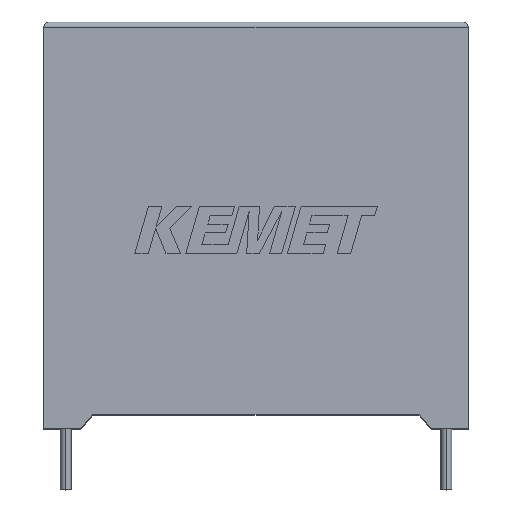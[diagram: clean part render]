
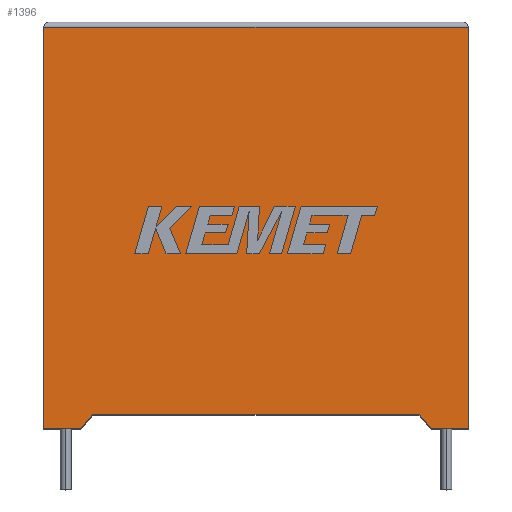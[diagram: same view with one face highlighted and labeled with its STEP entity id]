
A CAD part, top view. The second image highlights one B-rep face of the part: STEP entity #1396.
In plain terms, the highlighted planar face has unit normal (0, 0, 1).
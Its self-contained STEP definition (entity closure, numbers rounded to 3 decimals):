
#63 = VECTOR ( 'NONE', #254, 1000. ) ;
#185 = ORIENTED_EDGE ( 'NONE', *, *, #2921, .T. ) ;
#188 = CARTESIAN_POINT ( 'NONE',  ( 0., 0., 20.2 ) ) ;
#254 = DIRECTION ( 'NONE',  ( -1., 0., 0. ) ) ;
#281 = CARTESIAN_POINT ( 'NONE',  ( 41.8, 39.6, 20.2 ) ) ;
#298 = EDGE_CURVE ( 'NONE', #1405, #1841, #2684, .T. ) ;
#386 = ORIENTED_EDGE ( 'NONE', *, *, #2982, .T. ) ;
#397 = EDGE_CURVE ( 'NONE', #1711, #2588, #1628, .T. ) ;
#426 = VECTOR ( 'NONE', #2997, 1000. ) ;
#460 = FACE_OUTER_BOUND ( 'NONE', #1269, .T. ) ;
#468 = LINE ( 'NONE', #2086, #704 ) ;
#497 = CARTESIAN_POINT ( 'NONE',  ( 36.989, 1.383, 20.2 ) ) ;
#507 = VECTOR ( 'NONE', #2307, 1000. ) ;
#548 = ORIENTED_EDGE ( 'NONE', *, *, #2379, .T. ) ;
#566 = DIRECTION ( 'NONE',  ( 0.643, -0.766, 0. ) ) ;
#597 = VERTEX_POINT ( 'NONE', #1734 ) ;
#621 = ORIENTED_EDGE ( 'NONE', *, *, #1361, .T. ) ;
#686 = CARTESIAN_POINT ( 'NONE',  ( 0., 0., 20.2 ) ) ;
#704 = VECTOR ( 'NONE', #1444, 1000. ) ;
#732 = DIRECTION ( 'NONE',  ( 0., 0., -1. ) ) ;
#808 = VERTEX_POINT ( 'NONE', #2391 ) ;
#920 = VECTOR ( 'NONE', #931, 1000. ) ;
#931 = DIRECTION ( 'NONE',  ( 1., 0., 0. ) ) ;
#990 = VERTEX_POINT ( 'NONE', #1076 ) ;
#1044 = CARTESIAN_POINT ( 'NONE',  ( 38.15, 0., 20.2 ) ) ;
#1076 = CARTESIAN_POINT ( 'NONE',  ( 3.65, 0., 20.2 ) ) ;
#1213 = VECTOR ( 'NONE', #1348, 1000. ) ;
#1269 = EDGE_LOOP ( 'NONE', ( #2266, #621, #185, #548, #1548, #1964, #2941, #386 ) ) ;
#1343 = CARTESIAN_POINT ( 'NONE',  ( 0., 39.6, 20.2 ) ) ;
#1348 = DIRECTION ( 'NONE',  ( 1., 0., 0. ) ) ;
#1357 = CARTESIAN_POINT ( 'NONE',  ( 41.8, 0., 20.2 ) ) ;
#1361 = EDGE_CURVE ( 'NONE', #2588, #808, #2748, .T. ) ;
#1396 = ADVANCED_FACE ( 'NONE', ( #460 ), #2141, .F. ) ;
#1398 = LINE ( 'NONE', #2359, #63 ) ;
#1405 = VERTEX_POINT ( 'NONE', #497 ) ;
#1444 = DIRECTION ( 'NONE',  ( -0.643, -0.766, 0. ) ) ;
#1548 = ORIENTED_EDGE ( 'NONE', *, *, #2108, .F. ) ;
#1579 = CARTESIAN_POINT ( 'NONE',  ( 4.811, 1.383, 20.2 ) ) ;
#1606 = VERTEX_POINT ( 'NONE', #1579 ) ;
#1628 = LINE ( 'NONE', #1357, #507 ) ;
#1693 = DIRECTION ( 'NONE',  ( -1., 0., 0. ) ) ;
#1711 = VERTEX_POINT ( 'NONE', #2092 ) ;
#1734 = CARTESIAN_POINT ( 'NONE',  ( 0., 0., 20.2 ) ) ;
#1762 = EDGE_CURVE ( 'NONE', #1405, #1606, #1398, .T. ) ;
#1841 = VERTEX_POINT ( 'NONE', #2006 ) ;
#1854 = VECTOR ( 'NONE', #566, 1000. ) ;
#1928 = LINE ( 'NONE', #2946, #2791 ) ;
#1964 = ORIENTED_EDGE ( 'NONE', *, *, #1762, .F. ) ;
#2006 = CARTESIAN_POINT ( 'NONE',  ( 38.15, 0., 20.2 ) ) ;
#2032 = DIRECTION ( 'NONE',  ( 0., -1., 0. ) ) ;
#2086 = CARTESIAN_POINT ( 'NONE',  ( 3.65, 0., 20.2 ) ) ;
#2092 = CARTESIAN_POINT ( 'NONE',  ( 41.8, 0., 20.2 ) ) ;
#2108 = EDGE_CURVE ( 'NONE', #1606, #990, #468, .T. ) ;
#2141 = PLANE ( 'NONE',  #2691 ) ;
#2266 = ORIENTED_EDGE ( 'NONE', *, *, #397, .T. ) ;
#2307 = DIRECTION ( 'NONE',  ( 0., 1., 0. ) ) ;
#2311 = LINE ( 'NONE', #188, #1213 ) ;
#2359 = CARTESIAN_POINT ( 'NONE',  ( 20.9, 1.383, 20.2 ) ) ;
#2379 = EDGE_CURVE ( 'NONE', #597, #990, #2311, .T. ) ;
#2391 = CARTESIAN_POINT ( 'NONE',  ( 0., 39.6, 20.2 ) ) ;
#2588 = VERTEX_POINT ( 'NONE', #281 ) ;
#2684 = LINE ( 'NONE', #1044, #1854 ) ;
#2691 = AXIS2_PLACEMENT_3D ( 'NONE', #2854, #732, #1693 ) ;
#2748 = LINE ( 'NONE', #1343, #426 ) ;
#2791 = VECTOR ( 'NONE', #2032, 1000. ) ;
#2797 = LINE ( 'NONE', #686, #920 ) ;
#2854 = CARTESIAN_POINT ( 'NONE',  ( 0., 0., 20.2 ) ) ;
#2921 = EDGE_CURVE ( 'NONE', #808, #597, #1928, .T. ) ;
#2941 = ORIENTED_EDGE ( 'NONE', *, *, #298, .T. ) ;
#2946 = CARTESIAN_POINT ( 'NONE',  ( 0., 0., 20.2 ) ) ;
#2982 = EDGE_CURVE ( 'NONE', #1841, #1711, #2797, .T. ) ;
#2997 = DIRECTION ( 'NONE',  ( -1., 0., 0. ) ) ;
